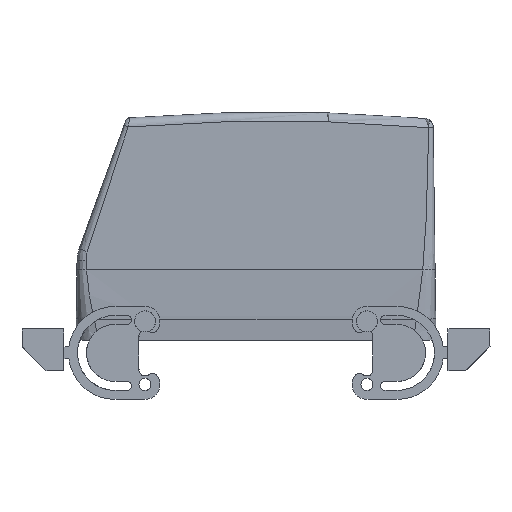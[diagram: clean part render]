
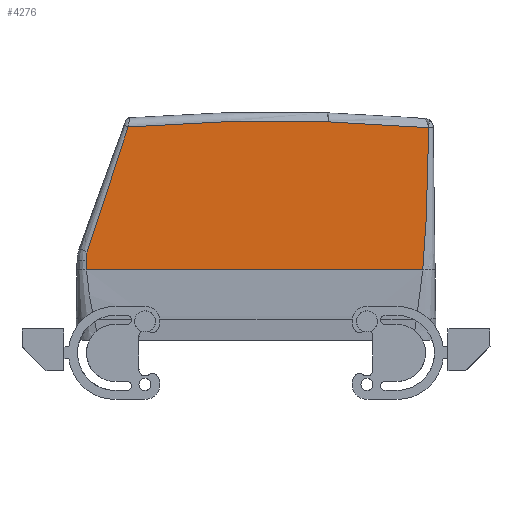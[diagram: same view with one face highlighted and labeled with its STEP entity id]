
A CAD part, left-side view. The second image highlights one B-rep face of the part: STEP entity #4276.
In plain terms, the highlighted planar face has unit normal (-1, 0, 0).
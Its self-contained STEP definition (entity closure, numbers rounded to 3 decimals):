
#4226=AXIS2_PLACEMENT_3D('Plane Axis2P3D',#4223,#4224,#4225) ;
#4230=AXIS2_PLACEMENT_3D('Circle Axis2P3D',#4228,#4229,$) ;
#2435=CARTESIAN_POINT('Vertex',(5.75,22.416,43.138)) ;
#2474=CARTESIAN_POINT('Line Origine',(5.75,77.368,43.138)) ;
#2478=CARTESIAN_POINT('Vertex',(5.75,134.502,43.138)) ;
#2978=CARTESIAN_POINT('Control Point',(5.75,134.653,46.261)) ;
#2979=CARTESIAN_POINT('Control Point',(5.75,134.628,45.637)) ;
#2980=CARTESIAN_POINT('Control Point',(5.75,134.602,45.012)) ;
#2981=CARTESIAN_POINT('Control Point',(5.75,134.573,44.388)) ;
#2982=CARTESIAN_POINT('Control Point',(5.75,134.54,43.764)) ;
#2983=CARTESIAN_POINT('Control Point',(5.75,134.502,43.138)) ;
#2984=CARTESIAN_POINT('Vertex',(5.75,134.653,46.261)) ;
#3798=CARTESIAN_POINT('Vertex',(5.75,20.422,90.568)) ;
#4088=CARTESIAN_POINT('Control Point',(5.75,20.422,90.568)) ;
#4089=CARTESIAN_POINT('Control Point',(5.75,20.424,90.45)) ;
#4090=CARTESIAN_POINT('Control Point',(5.75,20.426,90.325)) ;
#4091=CARTESIAN_POINT('Control Point',(5.75,20.43,90.067)) ;
#4092=CARTESIAN_POINT('Control Point',(5.75,20.435,89.8)) ;
#4093=CARTESIAN_POINT('Control Point',(5.75,20.439,89.532)) ;
#4094=CARTESIAN_POINT('Control Point',(5.75,20.442,89.383)) ;
#4095=CARTESIAN_POINT('Control Point',(5.75,20.449,88.935)) ;
#4096=CARTESIAN_POINT('Control Point',(5.75,20.457,88.488)) ;
#4097=CARTESIAN_POINT('Control Point',(5.75,20.462,88.189)) ;
#4098=CARTESIAN_POINT('Control Point',(5.75,20.477,87.294)) ;
#4099=CARTESIAN_POINT('Control Point',(5.75,20.494,86.399)) ;
#4100=CARTESIAN_POINT('Control Point',(5.75,20.505,85.802)) ;
#4101=CARTESIAN_POINT('Control Point',(5.75,20.539,84.012)) ;
#4102=CARTESIAN_POINT('Control Point',(5.75,20.577,82.223)) ;
#4103=CARTESIAN_POINT('Control Point',(5.75,20.603,81.03)) ;
#4104=CARTESIAN_POINT('Control Point',(5.75,20.683,77.653)) ;
#4105=CARTESIAN_POINT('Control Point',(5.75,20.774,74.277)) ;
#4106=CARTESIAN_POINT('Control Point',(5.75,20.838,72.094)) ;
#4107=CARTESIAN_POINT('Control Point',(5.75,20.974,67.729)) ;
#4108=CARTESIAN_POINT('Control Point',(5.75,21.131,63.365)) ;
#4109=CARTESIAN_POINT('Control Point',(5.75,21.215,61.183)) ;
#4110=CARTESIAN_POINT('Control Point',(5.75,21.35,58.004)) ;
#4111=CARTESIAN_POINT('Control Point',(5.75,21.512,54.825)) ;
#4112=CARTESIAN_POINT('Control Point',(5.75,21.566,53.846)) ;
#4113=CARTESIAN_POINT('Control Point',(5.75,21.727,51.105)) ;
#4114=CARTESIAN_POINT('Control Point',(5.75,21.927,48.364)) ;
#4115=CARTESIAN_POINT('Control Point',(5.75,22.072,46.622)) ;
#4116=CARTESIAN_POINT('Control Point',(5.75,22.236,44.88)) ;
#4117=CARTESIAN_POINT('Control Point',(5.75,22.416,43.138)) ;
#4223=CARTESIAN_POINT('Axis2P3D Location',(5.75,-83.926,-33.63)) ;
#4228=CARTESIAN_POINT('Axis2P3D Location',(5.75,72.,-504.2)) ;
#4232=CARTESIAN_POINT('Vertex',(5.75,120.578,90.82)) ;
#4236=CARTESIAN_POINT('Control Point',(5.75,120.578,90.82)) ;
#4237=CARTESIAN_POINT('Control Point',(5.75,120.614,90.717)) ;
#4238=CARTESIAN_POINT('Control Point',(5.75,120.65,90.614)) ;
#4239=CARTESIAN_POINT('Control Point',(5.75,120.685,90.511)) ;
#4240=CARTESIAN_POINT('Control Point',(5.75,120.757,90.304)) ;
#4241=CARTESIAN_POINT('Control Point',(5.75,120.829,90.097)) ;
#4242=CARTESIAN_POINT('Control Point',(5.75,120.865,89.993)) ;
#4243=CARTESIAN_POINT('Control Point',(5.75,121.402,88.442)) ;
#4244=CARTESIAN_POINT('Control Point',(5.75,121.938,86.889)) ;
#4245=CARTESIAN_POINT('Control Point',(5.75,122.436,85.439)) ;
#4246=CARTESIAN_POINT('Control Point',(5.75,123.501,82.326)) ;
#4247=CARTESIAN_POINT('Control Point',(5.75,124.557,79.207)) ;
#4248=CARTESIAN_POINT('Control Point',(5.75,125.11,77.564)) ;
#4249=CARTESIAN_POINT('Control Point',(5.75,127.179,71.382)) ;
#4250=CARTESIAN_POINT('Control Point',(5.75,129.207,65.203)) ;
#4251=CARTESIAN_POINT('Control Point',(5.75,130.671,60.694)) ;
#4252=CARTESIAN_POINT('Control Point',(5.75,132.285,55.696)) ;
#4253=CARTESIAN_POINT('Control Point',(5.75,133.861,50.691)) ;
#4254=CARTESIAN_POINT('Control Point',(5.75,134.007,50.224)) ;
#4255=CARTESIAN_POINT('Control Point',(5.75,134.153,49.757)) ;
#4256=CARTESIAN_POINT('Control Point',(5.75,134.299,49.289)) ;
#4257=CARTESIAN_POINT('Vertex',(5.75,134.299,49.289)) ;
#4261=CARTESIAN_POINT('Control Point',(5.75,134.299,49.289)) ;
#4262=CARTESIAN_POINT('Control Point',(5.75,134.474,48.7)) ;
#4263=CARTESIAN_POINT('Control Point',(5.75,134.599,48.095)) ;
#4264=CARTESIAN_POINT('Control Point',(5.75,134.671,47.483)) ;
#4265=CARTESIAN_POINT('Control Point',(5.75,134.689,46.869)) ;
#4266=CARTESIAN_POINT('Control Point',(5.75,134.653,46.261)) ;
#2475=DIRECTION('Vector Direction',(0.,-1.,0.)) ;
#4224=DIRECTION('Axis2P3D Direction',(-1.,0.,0.)) ;
#4225=DIRECTION('Axis2P3D XDirection',(0.,-0.317,0.949)) ;
#4229=DIRECTION('Axis2P3D Direction',(-1.,0.,0.)) ;
#2476=VECTOR('Line Direction',#2475,1.) ;
#4269=ORIENTED_EDGE('',*,*,#4234,.T.) ;
#4270=ORIENTED_EDGE('',*,*,#4259,.F.) ;
#4271=ORIENTED_EDGE('',*,*,#4267,.F.) ;
#4272=ORIENTED_EDGE('',*,*,#2986,.F.) ;
#4273=ORIENTED_EDGE('',*,*,#2480,.T.) ;
#4274=ORIENTED_EDGE('',*,*,#4118,.T.) ;
#4276=ADVANCED_FACE('Hood',(#4275),#4227,.T.) ;
#2977=B_SPLINE_CURVE_WITH_KNOTS('',5,(#2978,#2979,#2980,#2981,#2982,#2983),.UNSPECIFIED.,.F.,.U.,(6,6),(86.846,89.97),.UNSPECIFIED.) ;
#4087=B_SPLINE_CURVE_WITH_KNOTS('',5,(#4088,#4089,#4090,#4091,#4092,#4093,#4094,#4095,#4096,#4097,#4098,#4099,#4100,#4101,#4102,#4103,#4104,#4105,#4106,#4107,#4108,#4109,#4110,#4111,#4112,#4113,#4114,#4115,#4116,#4117),.UNSPECIFIED.,.F.,.U.,(6,3,3,3,3,3,3,3,3,6),(7.76,8.352,9.098,10.592,13.579,19.553,30.498,41.443,46.451,55.207),.UNSPECIFIED.) ;
#4235=B_SPLINE_CURVE_WITH_KNOTS('',5,(#4236,#4237,#4238,#4239,#4240,#4241,#4242,#4243,#4244,#4245,#4246,#4247,#4248,#4249,#4250,#4251,#4252,#4253,#4254,#4255,#4256),.UNSPECIFIED.,.F.,.U.,(6,3,3,3,3,3,6),(0.,0.774,1.548,12.38,24.795,58.432,61.892),.UNSPECIFIED.) ;
#4260=B_SPLINE_CURVE_WITH_KNOTS('',5,(#4261,#4262,#4263,#4264,#4265,#4266),.UNSPECIFIED.,.F.,.U.,(6,6),(0.,4.339),.UNSPECIFIED.) ;
#4231=CIRCLE('generated circle',#4230,597.) ;
#2480=EDGE_CURVE('',#2479,#2436,#2477,.T.) ;
#2986=EDGE_CURVE('',#2479,#2985,#2977,.F.) ;
#4118=EDGE_CURVE('',#2436,#3799,#4087,.F.) ;
#4234=EDGE_CURVE('',#3799,#4233,#4231,.T.) ;
#4259=EDGE_CURVE('',#4258,#4233,#4235,.F.) ;
#4267=EDGE_CURVE('',#2985,#4258,#4260,.F.) ;
#4268=EDGE_LOOP('',(#4269,#4270,#4271,#4272,#4273,#4274)) ;
#4275=FACE_OUTER_BOUND('',#4268,.T.) ;
#2477=LINE('Line',#2474,#2476) ;
#4227=PLANE('',#4226) ;
#2436=VERTEX_POINT('',#2435) ;
#2479=VERTEX_POINT('',#2478) ;
#2985=VERTEX_POINT('',#2984) ;
#3799=VERTEX_POINT('',#3798) ;
#4233=VERTEX_POINT('',#4232) ;
#4258=VERTEX_POINT('',#4257) ;
